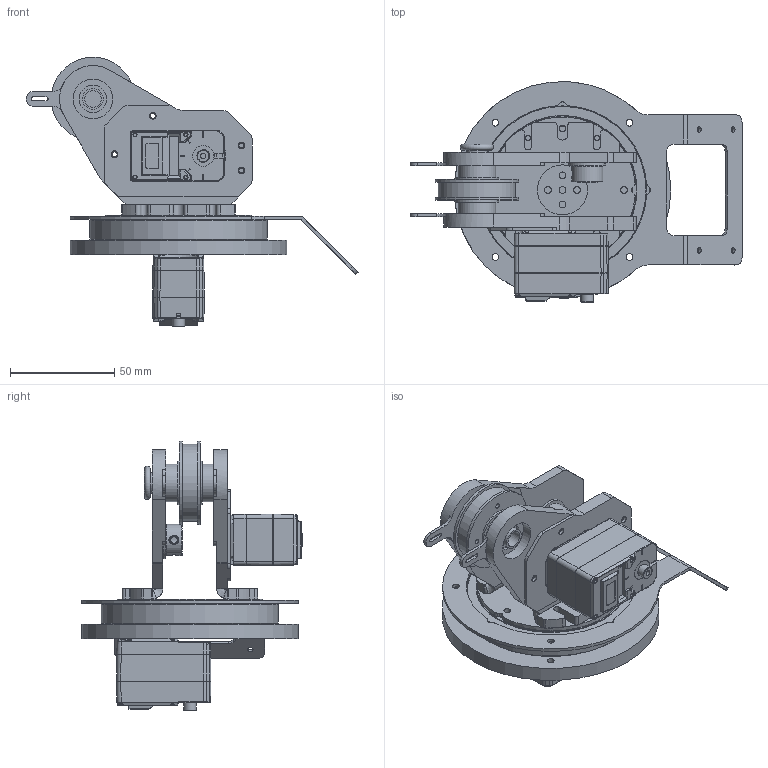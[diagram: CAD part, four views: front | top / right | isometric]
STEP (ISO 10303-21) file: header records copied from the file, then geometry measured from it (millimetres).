
FILE_DESCRIPTION(/* description */ ('STEP AP214'),/* implementation_level */ '2;1');
FILE_NAME(/* name */ '642192cc1d7102162744f991',/* time_stamp */ '2023-03-27T12:57:51+00:00',/* author */ (''),/* organization */ (''),/* preprocessor_version */ 'ST-DEVELOPER v18.102',/* originating_system */ ' ',/* authorisation */ ' ');
FILE_SCHEMA (('AUTOMOTIVE_DESIGN {1 0 10303 214 3 1 1}'));
Length unit declared in the file: metre
Products named in the file (1): link_1_ring
Bounding box: 159.3 x 106.06 x 129.34 mm (x, y, z)
Volume: 202463.7 mm3; surface area: 105108 mm2
Topology: 1 solids, 36 shells, 1425 faces, 3675 edges, 2374 vertices
Faces by surface type: plane 691, cylinder 571, torus 59, bspline 41, cone 35, sphere 28
Full cylindrical faces by diameter (mm): 1 x2, 1.6 x24, 2 x8, 2.2 x12, 2.4 x14, 2.6 x6, 3 x4, 3.2 x33, 3.5 x4, 4 x4, 5 x2, 6 x2, 8 x4, 10 x5, 10.5 x2, 13.2 x2, 15 x1, 16 x2, 18 x3, 19 x1, 19.02 x2, 21 x2, 24 x1, 37 x1, 40 x2, 65 x1, 70 x1, 71 x2, 71.2 x1, 71.502 x1
Entity records: 45111 total; most frequent: CARTESIAN_POINT 10916, DIRECTION 7313, ORIENTED_EDGE 6728, EDGE_CURVE 3364, AXIS2_PLACEMENT_3D 2754, VERTEX_POINT 2272, EDGE_LOOP 1838, FACE_BOUND 1838
